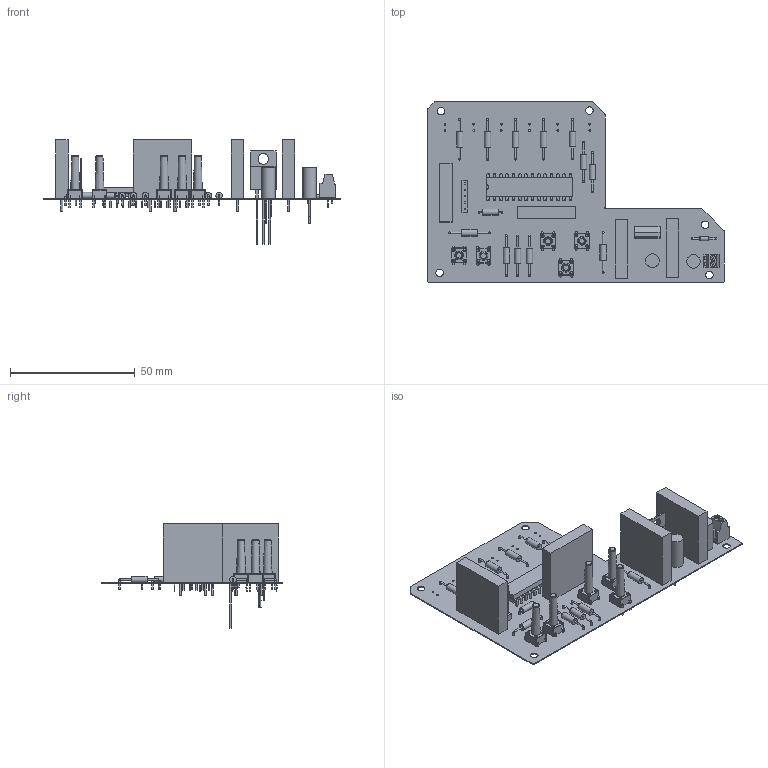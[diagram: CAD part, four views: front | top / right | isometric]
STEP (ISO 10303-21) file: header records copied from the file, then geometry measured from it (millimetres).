
FILE_DESCRIPTION(('Open CASCADE Model'),'2;1');
FILE_NAME('Open CASCADE Shape Model','2021-06-11T23:13:15',('Author'),( 'Open CASCADE'),'Open CASCADE STEP processor 6.8','Open CASCADE 6.8' ,'Unknown');
FILE_SCHEMA(('AUTOMOTIVE_DESIGN { 1 0 10303 214 1 1 1 1 }'));
Length unit declared in the file: millimetre
Products named in the file (96): PCB; Board; Open CASCADE STEP translator 6.8 1.1.1; SW3; Switch_TE_Connectivity_3-1825910-1_eec; 1; 2; c-3-1825910-1-c-3d; TE_connectivity_Logo_1_(2); IC2; 6020432848; Body; PinsArrayLR; C5; 6020433328; Leads; R4; 6020432528; SimpleBody; Sweep1; Sweep2; SW5; SW4; SW2; SW1; R13; 6419053904; Sphere; 6419053984; Cylinder; 6419054064; 6419054144; 6419054224; 6419054304; 6419054384; R12; 6762590352; R11; R10; 6020432448 ...
Assembly tree (116 placements, depth 4):
  PCB
    Board
      Open CASCADE STEP translator 6.8 1.1.1
    SW3
      Switch_TE_Connectivity_3-1825910-1_eec
        1
        2
        c-3-1825910-1-c-3d
        TE_connectivity_Logo_1_(2)
    IC2
      6020432848
        Body
        PinsArrayLR
    C5
      6020433328
        Body
        Leads  x2
    R4
      6020432528
        SimpleBody
        Sweep1
        Sweep2
    SW5
      Switch_TE_Connectivity_3-1825910-1_eec
        1
        2
        c-3-1825910-1-c-3d
        TE_connectivity_Logo_1_(2)
    SW4
      Switch_TE_Connectivity_3-1825910-1_eec
        1
        2
        c-3-1825910-1-c-3d
        TE_connectivity_Logo_1_(2)
    SW2
      Switch_TE_Connectivity_3-1825910-1_eec
        1
        2
        c-3-1825910-1-c-3d
        TE_connectivity_Logo_1_(2)
    SW1
      Switch_TE_Connectivity_3-1825910-1_eec
        1
        2
        c-3-1825910-1-c-3d
        TE_connectivity_Logo_1_(2)
    R13
      6419053904
        Sphere
      6419053984
        Cylinder
      6419054064
        Cylinder
      6419054144
        Cylinder
      6419054224
        Cylinder
      6419054304
        Sphere
      6419054384
Bounding box: 118.93 x 72.95 x 41.9 mm (x, y, z)
Volume: 17999.6 mm3; surface area: 26201.7 mm2
Topology: 239 solids, 239 shells, 2680 faces, 6426 edges, 4207 vertices
Faces by surface type: plane 1785, cylinder 451, bspline 345, torus 70, sphere 22, cone 6, revolution 1
Full cylindrical faces by diameter (mm): 0.52 x2, 0.55 x6, 0.6 x52, 0.7 x14, 0.733 x28, 0.75 x2, 0.8 x26, 0.85 x18, 0.99 x20, 1.02 x5, 1.05 x8, 1.15 x40, 1.2 x2, 1.32 x3, 1.7 x1, 2.4 x1, 2.6 x12, 3 x5, 3.51 x10, 4.267 x1, 5.5 x2
Entity records: 35885 total; most frequent: CARTESIAN_POINT 6678, ORIENTED_EDGE 5404, DIRECTION 5377, EDGE_CURVE 2702, LINE 2046, VECTOR 2046, VERTEX_POINT 1788, AXIS2_PLACEMENT_3D 1665
